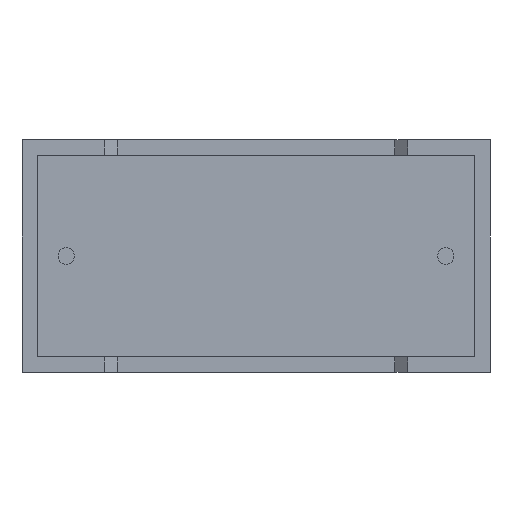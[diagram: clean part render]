
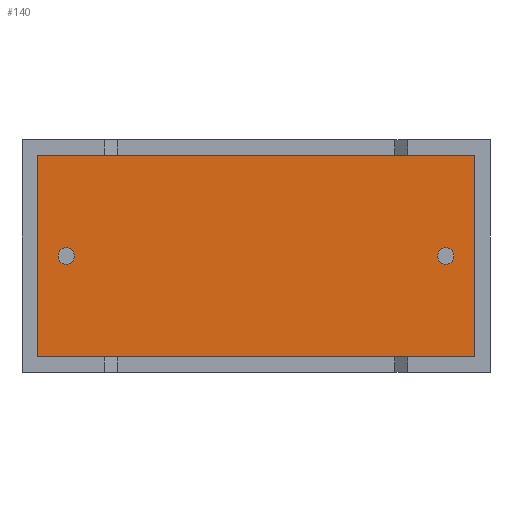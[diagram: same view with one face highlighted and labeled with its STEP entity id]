
A CAD part, front view. The second image highlights one B-rep face of the part: STEP entity #140.
In plain terms, the highlighted planar face has unit normal (0, -1, 0).
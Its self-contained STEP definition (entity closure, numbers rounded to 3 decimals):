
#97 = DIRECTION ( 'NONE',  ( 0., 0., -1. ) ) ;
#125 = AXIS2_PLACEMENT_3D ( 'NONE', #2928, #1479, #817 ) ;
#140 = ADVANCED_FACE ( 'NONE', ( #1430, #253, #702 ), #1655, .T. ) ;
#144 = VERTEX_POINT ( 'NONE', #781 ) ;
#150 = DIRECTION ( 'NONE',  ( 1., 0., 0. ) ) ;
#185 = CARTESIAN_POINT ( 'NONE',  ( 1.75, 0.75, 4.925 ) ) ;
#205 = CARTESIAN_POINT ( 'NONE',  ( 16.75, 0.75, 4.275 ) ) ;
#253 = FACE_OUTER_BOUND ( 'NONE', #2965, .T. ) ;
#294 = ORIENTED_EDGE ( 'NONE', *, *, #708, .F. ) ;
#317 = CARTESIAN_POINT ( 'NONE',  ( 16.75, 0.75, 4.6 ) ) ;
#323 = ORIENTED_EDGE ( 'NONE', *, *, #2003, .T. ) ;
#398 = LINE ( 'NONE', #1160, #1964 ) ;
#463 = AXIS2_PLACEMENT_3D ( 'NONE', #1075, #2008, #606 ) ;
#470 = VERTEX_POINT ( 'NONE', #1926 ) ;
#476 = CIRCLE ( 'NONE', #2062, 0.325 ) ;
#499 = EDGE_LOOP ( 'NONE', ( #2387, #900 ) ) ;
#507 = AXIS2_PLACEMENT_3D ( 'NONE', #2693, #525, #1489 ) ;
#508 = DIRECTION ( 'NONE',  ( 0., 0., 1. ) ) ;
#525 = DIRECTION ( 'NONE',  ( 0., -1., 0. ) ) ;
#606 = DIRECTION ( 'NONE',  ( 0., 0., -1. ) ) ;
#702 = FACE_BOUND ( 'NONE', #3053, .T. ) ;
#708 = EDGE_CURVE ( 'NONE', #2816, #1426, #1805, .T. ) ;
#781 = CARTESIAN_POINT ( 'NONE',  ( 17.883, 0.75, 8.583 ) ) ;
#814 = DIRECTION ( 'NONE',  ( -1., 0., 0. ) ) ;
#817 = DIRECTION ( 'NONE',  ( 0., 0., -1. ) ) ;
#825 = VERTEX_POINT ( 'NONE', #205 ) ;
#857 = DIRECTION ( 'NONE',  ( 0., -1., 0. ) ) ;
#900 = ORIENTED_EDGE ( 'NONE', *, *, #2676, .F. ) ;
#1075 = CARTESIAN_POINT ( 'NONE',  ( 1.75, 0.75, 4.6 ) ) ;
#1079 = VECTOR ( 'NONE', #97, 1000. ) ;
#1160 = CARTESIAN_POINT ( 'NONE',  ( 0.617, 0.75, 0.617 ) ) ;
#1183 = CIRCLE ( 'NONE', #125, 0.325 ) ;
#1246 = DIRECTION ( 'NONE',  ( 0., -1., 0. ) ) ;
#1297 = VERTEX_POINT ( 'NONE', #2109 ) ;
#1326 = VECTOR ( 'NONE', #814, 1000. ) ;
#1347 = DIRECTION ( 'NONE',  ( 0., 0., -1. ) ) ;
#1426 = VERTEX_POINT ( 'NONE', #2772 ) ;
#1430 = FACE_BOUND ( 'NONE', #499, .T. ) ;
#1433 = AXIS2_PLACEMENT_3D ( 'NONE', #2963, #857, #1347 ) ;
#1479 = DIRECTION ( 'NONE',  ( 0., -1., 0. ) ) ;
#1489 = DIRECTION ( 'NONE',  ( 0., 0., -1. ) ) ;
#1520 = CARTESIAN_POINT ( 'NONE',  ( 17.883, 0.75, 8.583 ) ) ;
#1564 = CARTESIAN_POINT ( 'NONE',  ( 0.617, 0.75, 0.617 ) ) ;
#1565 = VECTOR ( 'NONE', #508, 1000. ) ;
#1655 = PLANE ( 'NONE',  #507 ) ;
#1700 = EDGE_CURVE ( 'NONE', #2517, #825, #1183, .T. ) ;
#1776 = ORIENTED_EDGE ( 'NONE', *, *, #2123, .F. ) ;
#1805 = CIRCLE ( 'NONE', #463, 0.325 ) ;
#1926 = CARTESIAN_POINT ( 'NONE',  ( 0.617, 0.75, 8.583 ) ) ;
#1931 = ORIENTED_EDGE ( 'NONE', *, *, #2943, .T. ) ;
#1956 = CARTESIAN_POINT ( 'NONE',  ( 17.883, 0.75, 0.617 ) ) ;
#1964 = VECTOR ( 'NONE', #150, 1000. ) ;
#1986 = ORIENTED_EDGE ( 'NONE', *, *, #2970, .T. ) ;
#2003 = EDGE_CURVE ( 'NONE', #470, #2460, #2212, .T. ) ;
#2008 = DIRECTION ( 'NONE',  ( 0., -1., 0. ) ) ;
#2044 = ORIENTED_EDGE ( 'NONE', *, *, #2468, .T. ) ;
#2062 = AXIS2_PLACEMENT_3D ( 'NONE', #317, #1246, #2681 ) ;
#2109 = CARTESIAN_POINT ( 'NONE',  ( 17.883, 0.75, 0.617 ) ) ;
#2123 = EDGE_CURVE ( 'NONE', #1426, #2816, #2248, .T. ) ;
#2212 = LINE ( 'NONE', #2877, #1079 ) ;
#2248 = CIRCLE ( 'NONE', #1433, 0.325 ) ;
#2387 = ORIENTED_EDGE ( 'NONE', *, *, #1700, .F. ) ;
#2441 = LINE ( 'NONE', #1956, #1565 ) ;
#2460 = VERTEX_POINT ( 'NONE', #1564 ) ;
#2468 = EDGE_CURVE ( 'NONE', #2460, #1297, #398, .T. ) ;
#2517 = VERTEX_POINT ( 'NONE', #2787 ) ;
#2649 = LINE ( 'NONE', #1520, #1326 ) ;
#2676 = EDGE_CURVE ( 'NONE', #825, #2517, #476, .T. ) ;
#2681 = DIRECTION ( 'NONE',  ( 0., 0., -1. ) ) ;
#2693 = CARTESIAN_POINT ( 'NONE',  ( 0., 0.75, 0. ) ) ;
#2772 = CARTESIAN_POINT ( 'NONE',  ( 1.75, 0.75, 4.275 ) ) ;
#2787 = CARTESIAN_POINT ( 'NONE',  ( 16.75, 0.75, 4.925 ) ) ;
#2816 = VERTEX_POINT ( 'NONE', #185 ) ;
#2877 = CARTESIAN_POINT ( 'NONE',  ( 0.617, 0.75, 8.583 ) ) ;
#2928 = CARTESIAN_POINT ( 'NONE',  ( 16.75, 0.75, 4.6 ) ) ;
#2943 = EDGE_CURVE ( 'NONE', #144, #470, #2649, .T. ) ;
#2963 = CARTESIAN_POINT ( 'NONE',  ( 1.75, 0.75, 4.6 ) ) ;
#2965 = EDGE_LOOP ( 'NONE', ( #323, #2044, #1986, #1931 ) ) ;
#2970 = EDGE_CURVE ( 'NONE', #1297, #144, #2441, .T. ) ;
#3053 = EDGE_LOOP ( 'NONE', ( #294, #1776 ) ) ;
